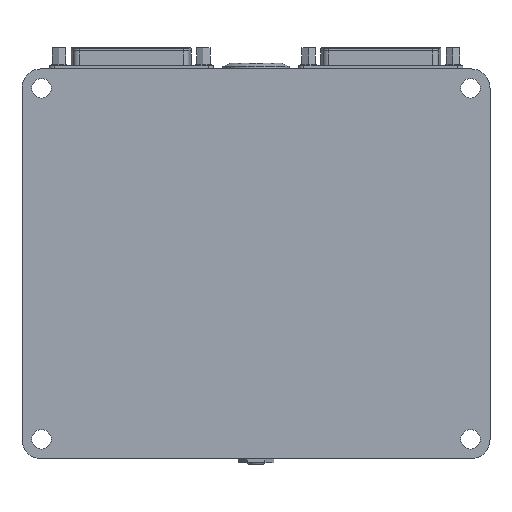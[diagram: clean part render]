
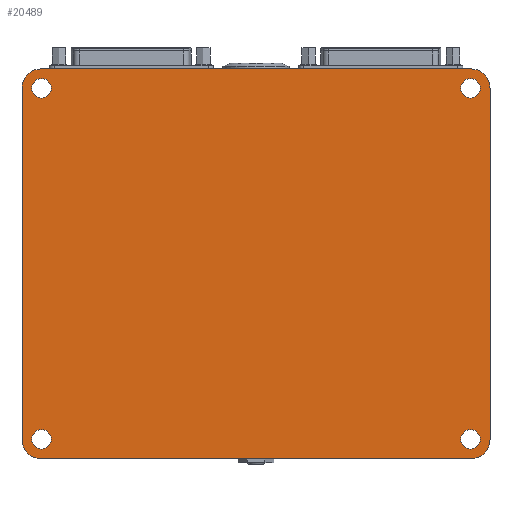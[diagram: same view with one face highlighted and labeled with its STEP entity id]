
A CAD part, front view. The second image highlights one B-rep face of the part: STEP entity #20489.
In plain terms, the highlighted planar face has unit normal (0, -1, 0).
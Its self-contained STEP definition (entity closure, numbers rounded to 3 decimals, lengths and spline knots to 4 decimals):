
#226 = EDGE_CURVE ( 'NONE', #51011, #41701, #68854, .T. ) ;
#426 = ORIENTED_EDGE ( 'NONE', *, *, #56802, .T. ) ;
#494 = AXIS2_PLACEMENT_3D ( 'NONE', #57375, #74942, #75333 ) ;
#1135 = DIRECTION ( 'NONE',  ( 0., 0., 1. ) ) ;
#1619 = FACE_OUTER_BOUND ( 'NONE', #5614, .T. ) ;
#2939 = CARTESIAN_POINT ( 'NONE',  ( 2.75, -0.625, -2.5 ) ) ;
#2994 = VERTEX_POINT ( 'NONE', #62853 ) ;
#5129 = DIRECTION ( 'NONE',  ( 0., 1., 0. ) ) ;
#5614 = EDGE_LOOP ( 'NONE', ( #7014, #76713, #55607, #66259, #76185, #76621, #11541, #5948 ) ) ;
#5839 = VECTOR ( 'NONE', #11602, 39.3701 ) ;
#5948 = ORIENTED_EDGE ( 'NONE', *, *, #15157, .T. ) ;
#6627 = EDGE_LOOP ( 'NONE', ( #59072 ) ) ;
#7014 = ORIENTED_EDGE ( 'NONE', *, *, #28286, .F. ) ;
#7205 = AXIS2_PLACEMENT_3D ( 'NONE', #9943, #5129, #34246 ) ;
#7498 = VECTOR ( 'NONE', #68747, 39.3701 ) ;
#7607 = FACE_BOUND ( 'NONE', #10487, .T. ) ;
#9943 = CARTESIAN_POINT ( 'NONE',  ( -2.75, -0.625, -2.25 ) ) ;
#10487 = EDGE_LOOP ( 'NONE', ( #45463 ) ) ;
#11541 = ORIENTED_EDGE ( 'NONE', *, *, #62710, .F. ) ;
#11602 = DIRECTION ( 'NONE',  ( 0., 0., 1. ) ) ;
#12586 = AXIS2_PLACEMENT_3D ( 'NONE', #69538, #38035, #50798 ) ;
#13910 = AXIS2_PLACEMENT_3D ( 'NONE', #50564, #31435, #1135 ) ;
#14046 = CARTESIAN_POINT ( 'NONE',  ( 2.75, -0.625, 2.5 ) ) ;
#14431 = DIRECTION ( 'NONE',  ( 0., 0., 1. ) ) ;
#14829 = CIRCLE ( 'NONE', #7205, 0.125 ) ;
#15157 = EDGE_CURVE ( 'NONE', #2994, #46128, #61996, .T. ) ;
#17968 = CARTESIAN_POINT ( 'NONE',  ( -2.75, -0.625, -2.5 ) ) ;
#20489 = ADVANCED_FACE ( 'NONE', ( #62234, #7607, #31919, #56260, #1619 ), #22608, .T. ) ;
#20565 = AXIS2_PLACEMENT_3D ( 'NONE', #23687, #43196, #43582 ) ;
#21702 = DIRECTION ( 'NONE',  ( 0., -1., 0. ) ) ;
#22608 = PLANE ( 'NONE',  #45936 ) ;
#23687 = CARTESIAN_POINT ( 'NONE',  ( -2.75, -0.625, 2.25 ) ) ;
#24336 = CARTESIAN_POINT ( 'NONE',  ( 2.75, -0.625, 2.25 ) ) ;
#25073 = VERTEX_POINT ( 'NONE', #49829 ) ;
#25887 = VECTOR ( 'NONE', #32805, 39.3701 ) ;
#28202 = DIRECTION ( 'NONE',  ( 0., 0., -1. ) ) ;
#28218 = EDGE_CURVE ( 'NONE', #52833, #30965, #41880, .T. ) ;
#28286 = EDGE_CURVE ( 'NONE', #52833, #46128, #33224, .T. ) ;
#29637 = DIRECTION ( 'NONE',  ( 0., 0., -1. ) ) ;
#29843 = VERTEX_POINT ( 'NONE', #17968 ) ;
#30593 = CARTESIAN_POINT ( 'NONE',  ( -2.75, -0.625, -2.125 ) ) ;
#30965 = VERTEX_POINT ( 'NONE', #65507 ) ;
#31435 = DIRECTION ( 'NONE',  ( 0., 1., 0. ) ) ;
#31919 = FACE_BOUND ( 'NONE', #40686, .T. ) ;
#32805 = DIRECTION ( 'NONE',  ( -1., 0., 0. ) ) ;
#33224 = LINE ( 'NONE', #57574, #7498 ) ;
#34246 = DIRECTION ( 'NONE',  ( 0., 0., 1. ) ) ;
#34850 = CARTESIAN_POINT ( 'NONE',  ( 2.75, -0.625, -2.25 ) ) ;
#34998 = VERTEX_POINT ( 'NONE', #54546 ) ;
#35388 = VERTEX_POINT ( 'NONE', #42961 ) ;
#38035 = DIRECTION ( 'NONE',  ( 0., -1., 0. ) ) ;
#39543 = CIRCLE ( 'NONE', #50999, 0.125 ) ;
#40142 = ORIENTED_EDGE ( 'NONE', *, *, #47520, .T. ) ;
#40335 = EDGE_CURVE ( 'NONE', #35388, #35388, #54681, .T. ) ;
#40686 = EDGE_LOOP ( 'NONE', ( #40142 ) ) ;
#41701 = VERTEX_POINT ( 'NONE', #59224 ) ;
#41880 = CIRCLE ( 'NONE', #12586, 0.25 ) ;
#41887 = DIRECTION ( 'NONE',  ( 0., 0., -1. ) ) ;
#42282 = DIRECTION ( 'NONE',  ( 0., -1., 0. ) ) ;
#42961 = CARTESIAN_POINT ( 'NONE',  ( 2.75, -0.625, -2.125 ) ) ;
#43196 = DIRECTION ( 'NONE',  ( 0., 1., 0. ) ) ;
#43582 = DIRECTION ( 'NONE',  ( 0., 0., 1. ) ) ;
#44267 = CARTESIAN_POINT ( 'NONE',  ( -2.75, -0.625, 2.5 ) ) ;
#45463 = ORIENTED_EDGE ( 'NONE', *, *, #40335, .T. ) ;
#45936 = AXIS2_PLACEMENT_3D ( 'NONE', #58525, #71259, #28202 ) ;
#46128 = VERTEX_POINT ( 'NONE', #14046 ) ;
#46414 = EDGE_CURVE ( 'NONE', #25073, #30965, #66232, .T. ) ;
#47224 = AXIS2_PLACEMENT_3D ( 'NONE', #34850, #21702, #76748 ) ;
#47520 = EDGE_CURVE ( 'NONE', #66510, #66510, #14829, .T. ) ;
#49829 = CARTESIAN_POINT ( 'NONE',  ( -3., -0.625, -2.25 ) ) ;
#50564 = CARTESIAN_POINT ( 'NONE',  ( 2.75, -0.625, -2.25 ) ) ;
#50798 = DIRECTION ( 'NONE',  ( 0., 0., -1. ) ) ;
#50999 = AXIS2_PLACEMENT_3D ( 'NONE', #58287, #64653, #14431 ) ;
#51011 = VERTEX_POINT ( 'NONE', #2939 ) ;
#52833 = VERTEX_POINT ( 'NONE', #44267 ) ;
#54546 = CARTESIAN_POINT ( 'NONE',  ( -2.75, -0.625, 2.375 ) ) ;
#54681 = CIRCLE ( 'NONE', #13910, 0.125 ) ;
#55607 = ORIENTED_EDGE ( 'NONE', *, *, #46414, .F. ) ;
#56260 = FACE_BOUND ( 'NONE', #6627, .T. ) ;
#56802 = EDGE_CURVE ( 'NONE', #34998, #34998, #58793, .T. ) ;
#57375 = CARTESIAN_POINT ( 'NONE',  ( -2.75, -0.625, -2.25 ) ) ;
#57574 = CARTESIAN_POINT ( 'NONE',  ( -3., -0.625, 2.5 ) ) ;
#58287 = CARTESIAN_POINT ( 'NONE',  ( 2.75, -0.625, 2.25 ) ) ;
#58525 = CARTESIAN_POINT ( 'NONE',  ( 0., -0.625, 0. ) ) ;
#58793 = CIRCLE ( 'NONE', #20565, 0.125 ) ;
#59072 = ORIENTED_EDGE ( 'NONE', *, *, #61855, .T. ) ;
#59224 = CARTESIAN_POINT ( 'NONE',  ( 3., -0.625, -2.25 ) ) ;
#59340 = CARTESIAN_POINT ( 'NONE',  ( 2.75, -0.625, 2.375 ) ) ;
#59809 = EDGE_CURVE ( 'NONE', #25073, #29843, #78210, .T. ) ;
#59962 = LINE ( 'NONE', #72720, #67631 ) ;
#61855 = EDGE_CURVE ( 'NONE', #78881, #78881, #39543, .T. ) ;
#61996 = CIRCLE ( 'NONE', #78589, 0.25 ) ;
#62234 = FACE_BOUND ( 'NONE', #72814, .T. ) ;
#62710 = EDGE_CURVE ( 'NONE', #2994, #41701, #59962, .T. ) ;
#62853 = CARTESIAN_POINT ( 'NONE',  ( 3., -0.625, 2.25 ) ) ;
#63132 = LINE ( 'NONE', #74712, #25887 ) ;
#64653 = DIRECTION ( 'NONE',  ( 0., 1., 0. ) ) ;
#65507 = CARTESIAN_POINT ( 'NONE',  ( -3., -0.625, 2.25 ) ) ;
#66232 = LINE ( 'NONE', #72609, #5839 ) ;
#66259 = ORIENTED_EDGE ( 'NONE', *, *, #59809, .T. ) ;
#66510 = VERTEX_POINT ( 'NONE', #30593 ) ;
#66577 = EDGE_CURVE ( 'NONE', #51011, #29843, #63132, .T. ) ;
#67631 = VECTOR ( 'NONE', #29637, 39.3701 ) ;
#68747 = DIRECTION ( 'NONE',  ( 1., 0., 0. ) ) ;
#68854 = CIRCLE ( 'NONE', #47224, 0.25 ) ;
#69538 = CARTESIAN_POINT ( 'NONE',  ( -2.75, -0.625, 2.25 ) ) ;
#71259 = DIRECTION ( 'NONE',  ( 0., -1., 0. ) ) ;
#72609 = CARTESIAN_POINT ( 'NONE',  ( -3., -0.625, 2.5 ) ) ;
#72720 = CARTESIAN_POINT ( 'NONE',  ( 3., -0.625, 2.5 ) ) ;
#72814 = EDGE_LOOP ( 'NONE', ( #426 ) ) ;
#74712 = CARTESIAN_POINT ( 'NONE',  ( -3., -0.625, -2.5 ) ) ;
#74942 = DIRECTION ( 'NONE',  ( 0., -1., 0. ) ) ;
#75333 = DIRECTION ( 'NONE',  ( 0., 0., -1. ) ) ;
#76185 = ORIENTED_EDGE ( 'NONE', *, *, #66577, .F. ) ;
#76621 = ORIENTED_EDGE ( 'NONE', *, *, #226, .T. ) ;
#76713 = ORIENTED_EDGE ( 'NONE', *, *, #28218, .T. ) ;
#76748 = DIRECTION ( 'NONE',  ( 0., 0., -1. ) ) ;
#78210 = CIRCLE ( 'NONE', #494, 0.25 ) ;
#78589 = AXIS2_PLACEMENT_3D ( 'NONE', #24336, #42282, #41887 ) ;
#78881 = VERTEX_POINT ( 'NONE', #59340 ) ;
